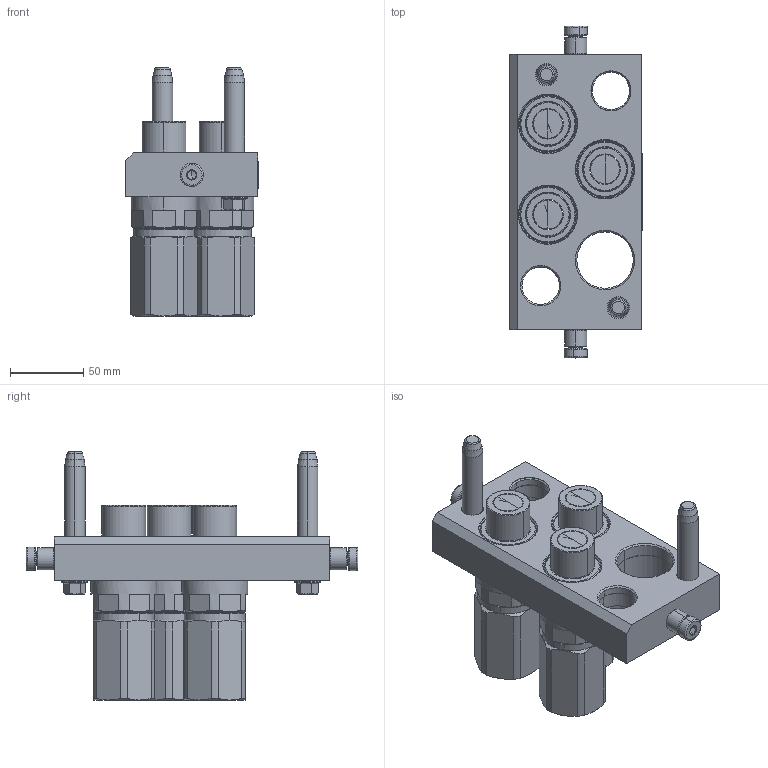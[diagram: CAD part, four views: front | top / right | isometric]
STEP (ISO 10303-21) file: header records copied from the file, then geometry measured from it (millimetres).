
FILE_DESCRIPTION (( 'STEP AP214' ), '1' );
FILE_NAME ('FASTER_DB.step', '2023-06-08T08:15:37', ( '' ), ( '' ), 'SwSTEP 2.0', 'SolidWorks 2017', '' );
FILE_SCHEMA (( 'AUTOMOTIVE_DESIGN' ));
Length unit declared in the file: millimetre
Products named in the file (10): 1540_080_0008_000.prt; 4830_021_1000_000.prt; 3ffnp34_gas_m; P6I_M_BASE; 4830_013_3000_030; FASTER_DB; 4830_028_1000_011.prt; et002; 4850_010_8000_000.prt
Assembly tree (15 placements, depth 3):
  FASTER_DB
    P6I_M_BASE
      4850_010_8000_000.prt
      4830_021_1000_000.prt  x2
      4830_028_1000_011.prt  x2
      1540_080_0008_000.prt  x2
      4830_013_3000_030  x2
    3ffnp34_gas_m  x3
      3ffnp34_gas_m
    et002
Bounding box: 90.3 x 226.6 x 169.35 mm (x, y, z)
Volume: 2473.8 mm3; surface area: 158650.4 mm2
Topology: 3 solids, 46 shells, 1508 faces, 4660 edges, 3134 vertices
Faces by surface type: plane 829, cone 284, cylinder 266, torus 76, bspline 53
Entity records: 38417 total; most frequent: CARTESIAN_POINT 10322, ORIENTED_EDGE 5205, DIRECTION 4955, EDGE_CURVE 2804, LINE 1869, VECTOR 1869, VERTEX_POINT 1860, AXIS2_PLACEMENT_3D 1543
